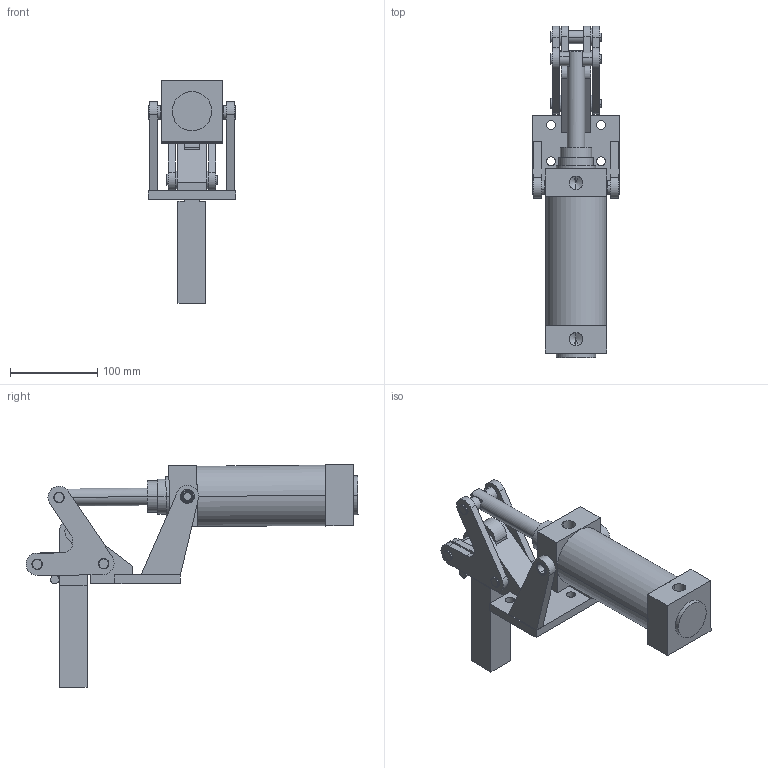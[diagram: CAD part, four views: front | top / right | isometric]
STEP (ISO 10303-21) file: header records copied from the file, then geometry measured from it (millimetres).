
FILE_DESCRIPTION (( 'STEP AP203' ), '1' );
FILE_NAME ('20840-A.STEP', '2024-04-22T10:21:08', ( 'User' ), ( 'china' ), 'SwSTEP 2.0', 'SolidWorks 2018', '' );
FILE_SCHEMA (( 'CONFIG_CONTROL_DESIGN' ));
Length unit declared in the file: millimetre
Products named in the file (46): 20840-A-02; 20840-A-10; 20840-A-03; 20840-A-11; 20840-A-12; 20840-A-04; AIR-00; PINGDIANPIAN; 20840-A; AIR-01; 20840-A-06; 20840-A-01-02; 20840-A-01-01; 20840-A-07; 20840-A-09; 20840-A-08; 20840-A-01-03
Assembly tree (29 placements, depth 2):
  20840-A-10
  20840-A-03
  20840-A-12
  20840-A-11
  20840-A-04
Bounding box: 100 x 379.96 x 254.89 mm (x, y, z)
Volume: 1387551.6 mm3; surface area: 237392 mm2
Topology: 29 solids, 29 shells, 790 faces, 2071 edges, 1356 vertices
Faces by surface type: cylinder 580, plane 129, cone 71, torus 6, bspline 4
Entity records: 23367 total; most frequent: CARTESIAN_POINT 5076, DIRECTION 3240, ORIENTED_EDGE 2840, EDGE_CURVE 1420, AXIS2_PLACEMENT_3D 1338, VERTEX_POINT 934, CIRCLE 770, EDGE_LOOP 598
